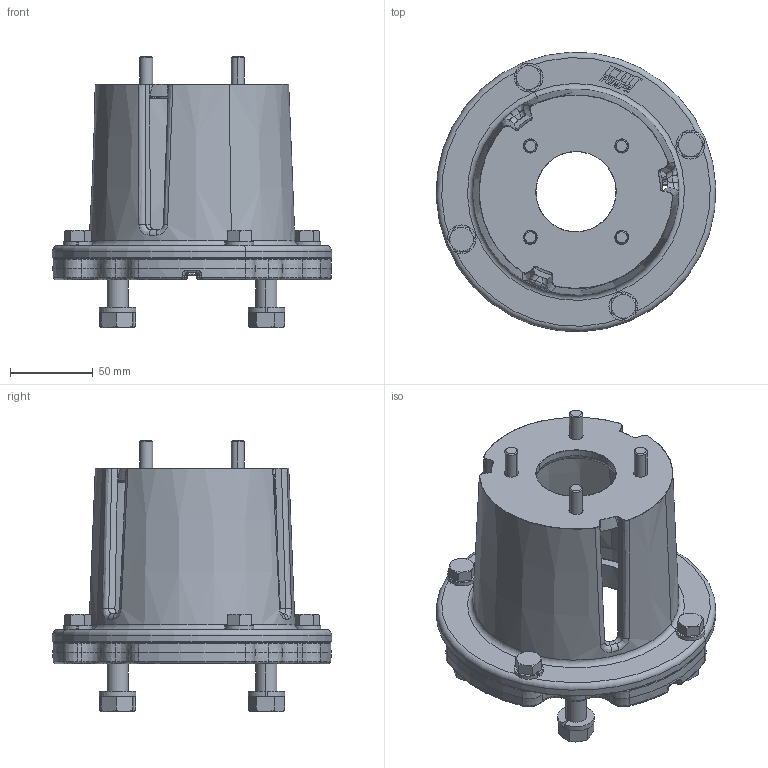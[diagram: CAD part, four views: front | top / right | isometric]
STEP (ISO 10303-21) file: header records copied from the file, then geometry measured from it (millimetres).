
FILE_DESCRIPTION (( 'STEP AP203' ), '1' );
FILE_NAME ('76SAEB4.5CP.STEP', '2016-12-20T15:39:30', ( 'IT' ), ( 'Microsoft' ), 'SwSTEP 2.0', 'SolidWorks 2016', '' );
FILE_SCHEMA (( 'CONFIG_CONTROL_DESIGN' ));
Length unit declared in the file: inch
Products named in the file (1): 76SAEB4.5CP
Bounding box: 168.5 x 168.5 x 163.61 mm (x, y, z)
Surface area: 159248.2 mm2 (no closed solid volume)
Topology: 0 solids, 43 shells, 935 faces, 2481 edges, 1582 vertices
Faces by surface type: cone 261, plane 258, torus 247, cylinder 98, bspline 67, sphere 4
Entity records: 36287 total; most frequent: CARTESIAN_POINT 13262, DIRECTION 5042, ORIENTED_EDGE 4505, EDGE_CURVE 2481, AXIS2_PLACEMENT_3D 2086, VERTEX_POINT 1582, CIRCLE 1217, EDGE_LOOP 1009
